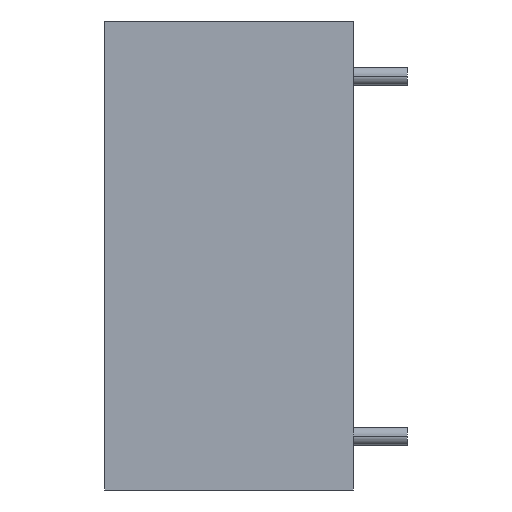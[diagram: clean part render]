
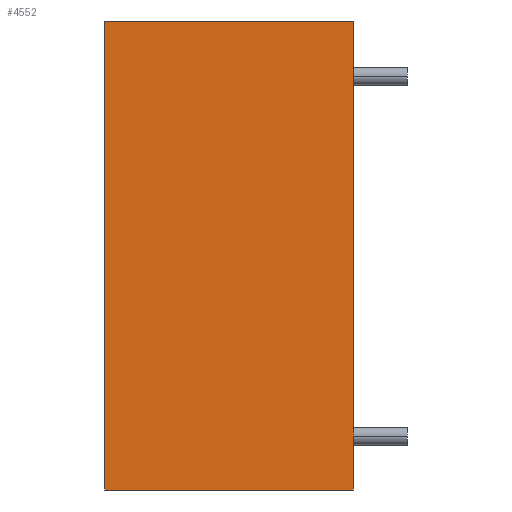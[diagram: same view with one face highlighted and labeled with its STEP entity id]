
A CAD part, left-side view. The second image highlights one B-rep face of the part: STEP entity #4552.
In plain terms, the highlighted planar face has unit normal (-1, 0, 0).
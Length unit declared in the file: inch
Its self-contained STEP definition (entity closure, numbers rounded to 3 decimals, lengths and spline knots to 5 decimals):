
#875 = PLANE ( 'NONE',  #934 ) ;
#876 = FACE_OUTER_BOUND ( 'NONE', #4589, .T. ) ;
#884 = DIRECTION ( 'NONE',  ( 0., 1., 0. ) ) ;
#930 = DIRECTION ( 'NONE',  ( 0., -1., 0. ) ) ;
#931 = VECTOR ( 'NONE', #930, 39.37008 ) ;
#932 = CARTESIAN_POINT ( 'NONE',  ( -0.6005, 0.138, 0. ) ) ;
#933 = LINE ( 'NONE', #932, #931 ) ;
#934 = AXIS2_PLACEMENT_3D ( 'NONE', #945, #944, #884 ) ;
#938 = DIRECTION ( 'NONE',  ( 0., -1., 0. ) ) ;
#939 = VECTOR ( 'NONE', #938, 39.37008 ) ;
#940 = CARTESIAN_POINT ( 'NONE',  ( -0.6005, 0.138, 0.52 ) ) ;
#941 = LINE ( 'NONE', #940, #939 ) ;
#944 = DIRECTION ( 'NONE',  ( 1., 0., 0. ) ) ;
#945 = CARTESIAN_POINT ( 'NONE',  ( -0.6005, 0.138, 0.52 ) ) ;
#994 = DIRECTION ( 'NONE',  ( 0., 0., -1. ) ) ;
#995 = CARTESIAN_POINT ( 'NONE',  ( -0.6005, 0.138, 0.52 ) ) ;
#997 = CARTESIAN_POINT ( 'NONE',  ( -0.6005, 0.138, 0. ) ) ;
#999 = VECTOR ( 'NONE', #994, 39.37008 ) ;
#1000 = LINE ( 'NONE', #995, #999 ) ;
#1291 = CARTESIAN_POINT ( 'NONE',  ( -0.6005, -0.138, 0. ) ) ;
#1435 = CARTESIAN_POINT ( 'NONE',  ( -0.6005, -0.138, 0.52 ) ) ;
#1436 = DIRECTION ( 'NONE',  ( 0., 0., -1. ) ) ;
#1437 = VECTOR ( 'NONE', #1436, 39.37008 ) ;
#1438 = CARTESIAN_POINT ( 'NONE',  ( -0.6005, -0.138, 0.52 ) ) ;
#1497 = CARTESIAN_POINT ( 'NONE',  ( -0.6005, 0.138, 0.52 ) ) ;
#1503 = LINE ( 'NONE', #1438, #1437 ) ;
#4552 = ADVANCED_FACE ( 'NONE', ( #876 ), #875, .F. ) ;
#4568 = ORIENTED_EDGE ( 'NONE', *, *, #4585, .F. ) ;
#4579 = ORIENTED_EDGE ( 'NONE', *, *, #4625, .T. ) ;
#4580 = EDGE_CURVE ( 'NONE', #4626, #6020, #933, .T. ) ;
#4585 = EDGE_CURVE ( 'NONE', #6048, #6138, #941, .T. ) ;
#4587 = ORIENTED_EDGE ( 'NONE', *, *, #4580, .T. ) ;
#4588 = ORIENTED_EDGE ( 'NONE', *, *, #6136, .F. ) ;
#4589 = EDGE_LOOP ( 'NONE', ( #4587, #4588, #4568, #4579 ) ) ;
#4625 = EDGE_CURVE ( 'NONE', #6048, #4626, #1000, .T. ) ;
#4626 = VERTEX_POINT ( 'NONE', #997 ) ;
#6020 = VERTEX_POINT ( 'NONE', #1291 ) ;
#6048 = VERTEX_POINT ( 'NONE', #1497 ) ;
#6136 = EDGE_CURVE ( 'NONE', #6138, #6020, #1503, .T. ) ;
#6138 = VERTEX_POINT ( 'NONE', #1435 ) ;
